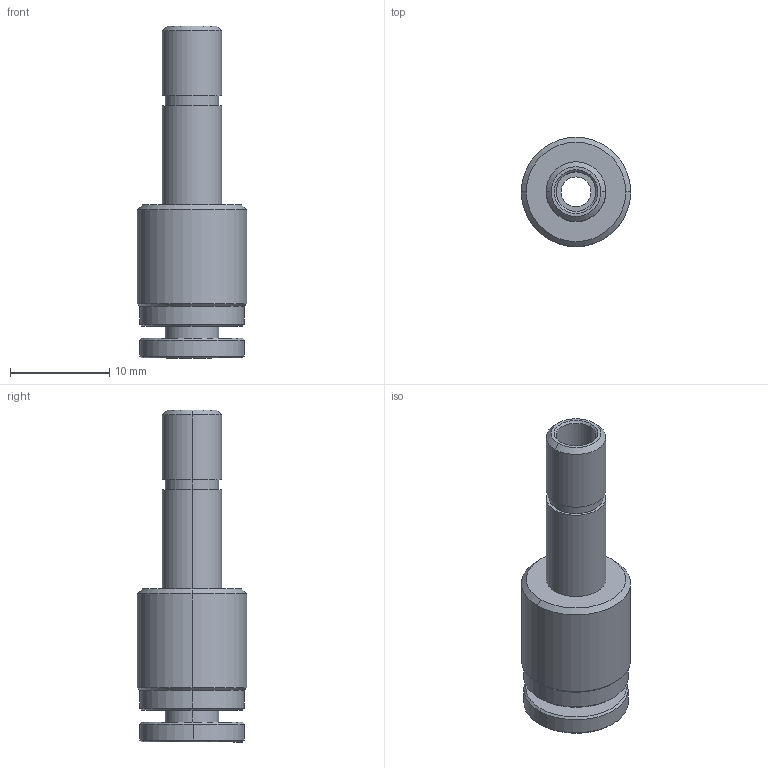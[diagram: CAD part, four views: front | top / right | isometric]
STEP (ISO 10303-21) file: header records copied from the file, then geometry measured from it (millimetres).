
FILE_DESCRIPTION (( 'STEP AP214' ), '1' );
FILE_NAME ('TRS4-6W.STEP', '2018-07-31T15:46:46', ( '' ), ( '' ), 'SwSTEP 2.0', 'SolidWorks 2016', '' );
FILE_SCHEMA (( 'AUTOMOTIVE_DESIGN' ));
Length unit declared in the file: millimetre
Products named in the file (1): TRS4-6W
Bounding box: 11 x 11 x 33.39 mm (x, y, z)
Volume: 1275.7 mm3; surface area: 2605.9 mm2
Topology: 6 solids, 6 shells, 292 faces, 769 edges, 496 vertices
Faces by surface type: cone 107, plane 99, cylinder 68, bspline 16, torus 2
Entity records: 12908 total; most frequent: CARTESIAN_POINT 2698, ORIENTED_EDGE 1538, DIRECTION 1347, EDGE_CURVE 769, AXIS2_PLACEMENT_3D 561, VERTEX_POINT 496, EDGE_LOOP 311, UNCERTAINTY_MEASURE_WITH_UNIT 300
